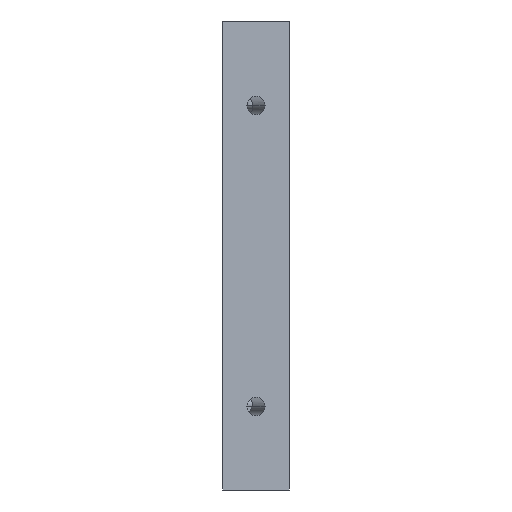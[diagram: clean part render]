
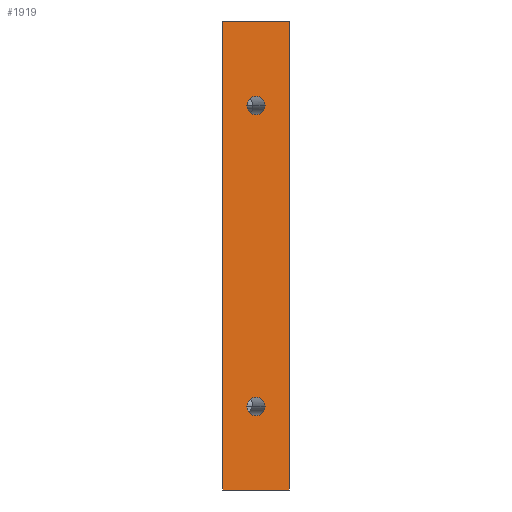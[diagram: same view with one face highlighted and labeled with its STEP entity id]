
A CAD part, left-side view. The second image highlights one B-rep face of the part: STEP entity #1919.
In plain terms, the highlighted planar face has unit normal (-0.99, -0.139, 0).
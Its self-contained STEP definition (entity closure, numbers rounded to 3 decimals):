
#30 = AXIS2_PLACEMENT_3D ( 'NONE', #2441, #2114, #2827 ) ;
#123 = DIRECTION ( 'NONE',  ( -0.99, -0.139, 0. ) ) ;
#151 = FACE_BOUND ( 'NONE', #2931, .T. ) ;
#161 = ORIENTED_EDGE ( 'NONE', *, *, #1130, .F. ) ;
#207 = CARTESIAN_POINT ( 'NONE',  ( -188.402, -20., 0. ) ) ;
#236 = CARTESIAN_POINT ( 'NONE',  ( -188.402, -20., 140. ) ) ;
#277 = ORIENTED_EDGE ( 'NONE', *, *, #2976, .T. ) ;
#313 = CIRCLE ( 'NONE', #3442, 2.75 ) ;
#360 = EDGE_CURVE ( 'NONE', #3115, #1738, #3921, .T. ) ;
#371 = CIRCLE ( 'NONE', #30, 2.75 ) ;
#443 = CARTESIAN_POINT ( 'NONE',  ( -189.807, -9.998, 25. ) ) ;
#472 = DIRECTION ( 'NONE',  ( -0.139, 0.99, 0. ) ) ;
#531 = VECTOR ( 'NONE', #3941, 1000. ) ;
#801 = CARTESIAN_POINT ( 'NONE',  ( -191.213, 0., 140. ) ) ;
#903 = EDGE_CURVE ( 'NONE', #4318, #3417, #371, .T. ) ;
#916 = CARTESIAN_POINT ( 'NONE',  ( -189.425, -12.722, 25. ) ) ;
#1130 = EDGE_CURVE ( 'NONE', #3115, #3316, #2113, .T. ) ;
#1167 = VERTEX_POINT ( 'NONE', #3325 ) ;
#1208 = EDGE_LOOP ( 'NONE', ( #277, #1931, #161, #3172 ) ) ;
#1242 = EDGE_CURVE ( 'NONE', #1334, #1167, #313, .T. ) ;
#1334 = VERTEX_POINT ( 'NONE', #916 ) ;
#1410 = FACE_OUTER_BOUND ( 'NONE', #1208, .T. ) ;
#1479 = VERTEX_POINT ( 'NONE', #207 ) ;
#1593 = CARTESIAN_POINT ( 'NONE',  ( -191.213, 0., 140. ) ) ;
#1606 = VECTOR ( 'NONE', #1794, 1000. ) ;
#1649 = ORIENTED_EDGE ( 'NONE', *, *, #1242, .F. ) ;
#1721 = CIRCLE ( 'NONE', #3317, 2.75 ) ;
#1738 = VERTEX_POINT ( 'NONE', #2669 ) ;
#1794 = DIRECTION ( 'NONE',  ( 0.139, -0.99, 0. ) ) ;
#1825 = DIRECTION ( 'NONE',  ( 0.139, -0.99, 0. ) ) ;
#1919 = ADVANCED_FACE ( 'NONE', ( #151, #2322, #1410 ), #3144, .F. ) ;
#1931 = ORIENTED_EDGE ( 'NONE', *, *, #3459, .F. ) ;
#2113 = LINE ( 'NONE', #236, #531 ) ;
#2114 = DIRECTION ( 'NONE',  ( -0.99, -0.139, 0. ) ) ;
#2117 = CARTESIAN_POINT ( 'NONE',  ( -188.402, -20., 0. ) ) ;
#2191 = AXIS2_PLACEMENT_3D ( 'NONE', #3842, #2491, #2523 ) ;
#2322 = FACE_BOUND ( 'NONE', #3948, .T. ) ;
#2387 = ORIENTED_EDGE ( 'NONE', *, *, #2665, .F. ) ;
#2441 = CARTESIAN_POINT ( 'NONE',  ( -189.807, -9.998, 115. ) ) ;
#2491 = DIRECTION ( 'NONE',  ( 0.99, 0.139, 0. ) ) ;
#2507 = DIRECTION ( 'NONE',  ( 0.139, -0.99, 0. ) ) ;
#2523 = DIRECTION ( 'NONE',  ( -0.139, 0.99, 0. ) ) ;
#2658 = CARTESIAN_POINT ( 'NONE',  ( -189.425, -12.722, 115. ) ) ;
#2665 = EDGE_CURVE ( 'NONE', #3417, #4318, #1721, .T. ) ;
#2669 = CARTESIAN_POINT ( 'NONE',  ( -191.213, 0., 0. ) ) ;
#2709 = CARTESIAN_POINT ( 'NONE',  ( -188.402, -20., 140. ) ) ;
#2777 = AXIS2_PLACEMENT_3D ( 'NONE', #3502, #4224, #2507 ) ;
#2827 = DIRECTION ( 'NONE',  ( -0.139, 0.99, 0. ) ) ;
#2920 = VECTOR ( 'NONE', #2963, 1000. ) ;
#2931 = EDGE_LOOP ( 'NONE', ( #1649, #3661 ) ) ;
#2963 = DIRECTION ( 'NONE',  ( 0., 0., -1. ) ) ;
#2976 = EDGE_CURVE ( 'NONE', #1738, #1479, #3889, .T. ) ;
#3028 = DIRECTION ( 'NONE',  ( 0., 0., -1. ) ) ;
#3044 = VECTOR ( 'NONE', #3028, 1000. ) ;
#3115 = VERTEX_POINT ( 'NONE', #801 ) ;
#3144 = PLANE ( 'NONE',  #2191 ) ;
#3172 = ORIENTED_EDGE ( 'NONE', *, *, #360, .T. ) ;
#3316 = VERTEX_POINT ( 'NONE', #4212 ) ;
#3317 = AXIS2_PLACEMENT_3D ( 'NONE', #3416, #3439, #472 ) ;
#3325 = CARTESIAN_POINT ( 'NONE',  ( -190.19, -7.275, 25. ) ) ;
#3416 = CARTESIAN_POINT ( 'NONE',  ( -189.807, -9.998, 115. ) ) ;
#3417 = VERTEX_POINT ( 'NONE', #4294 ) ;
#3439 = DIRECTION ( 'NONE',  ( -0.99, -0.139, 0. ) ) ;
#3442 = AXIS2_PLACEMENT_3D ( 'NONE', #443, #123, #1825 ) ;
#3459 = EDGE_CURVE ( 'NONE', #3316, #1479, #4372, .T. ) ;
#3502 = CARTESIAN_POINT ( 'NONE',  ( -189.807, -9.998, 25. ) ) ;
#3573 = EDGE_CURVE ( 'NONE', #1167, #1334, #4210, .T. ) ;
#3661 = ORIENTED_EDGE ( 'NONE', *, *, #3573, .F. ) ;
#3822 = ORIENTED_EDGE ( 'NONE', *, *, #903, .F. ) ;
#3842 = CARTESIAN_POINT ( 'NONE',  ( -188.402, -20., 140. ) ) ;
#3889 = LINE ( 'NONE', #2117, #1606 ) ;
#3921 = LINE ( 'NONE', #1593, #2920 ) ;
#3941 = DIRECTION ( 'NONE',  ( 0.139, -0.99, 0. ) ) ;
#3948 = EDGE_LOOP ( 'NONE', ( #3822, #2387 ) ) ;
#4210 = CIRCLE ( 'NONE', #2777, 2.75 ) ;
#4212 = CARTESIAN_POINT ( 'NONE',  ( -188.402, -20., 140. ) ) ;
#4224 = DIRECTION ( 'NONE',  ( -0.99, -0.139, 0. ) ) ;
#4294 = CARTESIAN_POINT ( 'NONE',  ( -190.19, -7.275, 115. ) ) ;
#4318 = VERTEX_POINT ( 'NONE', #2658 ) ;
#4372 = LINE ( 'NONE', #2709, #3044 ) ;
